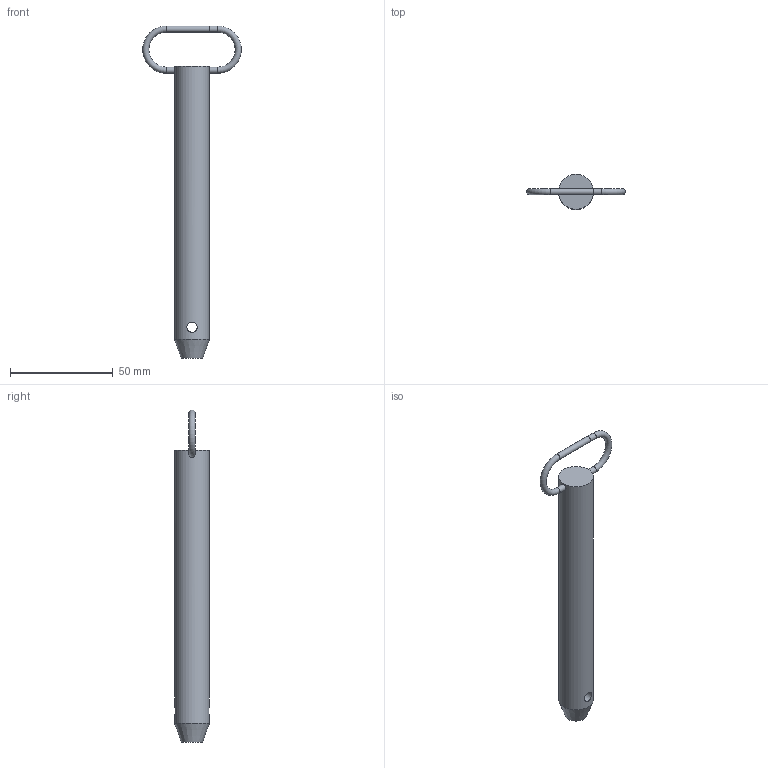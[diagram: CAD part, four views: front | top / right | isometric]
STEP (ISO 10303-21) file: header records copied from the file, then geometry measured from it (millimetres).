
FILE_DESCRIPTION(/* description */ (''),/* implementation_level */ '2;1');
FILE_NAME(/* name */ 'goupille motoculteur toute usinée.step',/* time_stamp */ '2022-03-30T20:06:10+02:00',/* author */ (''),/* organization */ (''),/* preprocessor_version */ 'ST-DEVELOPER v18.1',/* originating_system */ 'Autodesk Translation Framework v10.10.0.1391',/* authorisation */ '');
FILE_SCHEMA (('AUTOMOTIVE_DESIGN { 1 0 10303 214 3 1 1 }'));
Length unit declared in the file: millimetre
Products named in the file (1): goupille motoculteur toute usinée
Bounding box: 48 x 17 x 161.5 mm (x, y, z)
Volume: 31892.8 mm3; surface area: 8968.8 mm2
Topology: 2 solids, 2 shells, 17 faces, 36 edges, 24 vertices
Faces by surface type: cylinder 8, plane 6, torus 2, cone 1
Full cylindrical faces by diameter (mm): 3 x4, 5 x1, 17 x1
Entity records: 622 total; most frequent: CARTESIAN_POINT 216, DIRECTION 80, ORIENTED_EDGE 72, EDGE_CURVE 36, AXIS2_PLACEMENT_3D 36, VERTEX_POINT 24, EDGE_LOOP 20, CIRCLE 18
